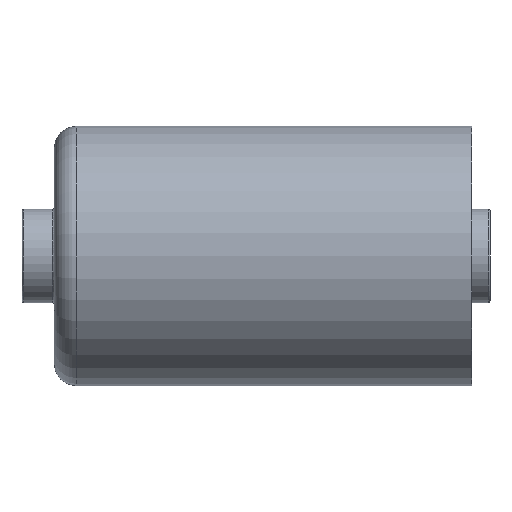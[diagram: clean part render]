
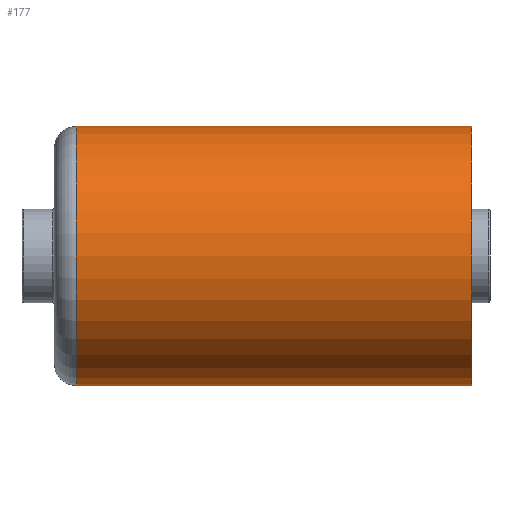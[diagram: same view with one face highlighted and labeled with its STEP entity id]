
A CAD part, front view. The second image highlights one B-rep face of the part: STEP entity #177.
In plain terms, the highlighted cylindrical face has radius 18 mm (diameter 36 mm), a partial arc.
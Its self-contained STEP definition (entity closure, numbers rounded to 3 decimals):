
#6 = CARTESIAN_POINT ( 'NONE',  ( 0., 0., -18. ) ) ;
#43 = ORIENTED_EDGE ( 'NONE', *, *, #285, .T. ) ;
#90 = CARTESIAN_POINT ( 'NONE',  ( 68.474, 0., 18. ) ) ;
#105 = VERTEX_POINT ( 'NONE', #90 ) ;
#107 = ORIENTED_EDGE ( 'NONE', *, *, #361, .T. ) ;
#173 = LINE ( 'NONE', #919, #759 ) ;
#174 = EDGE_CURVE ( 'NONE', #962, #646, #957, .T. ) ;
#176 = EDGE_LOOP ( 'NONE', ( #630, #107, #43, #689 ) ) ;
#177 = ADVANCED_FACE ( 'NONE', ( #607 ), #873, .T. ) ;
#256 = VECTOR ( 'NONE', #376, 1000. ) ;
#280 = CARTESIAN_POINT ( 'NONE',  ( 68.474, 0., 0. ) ) ;
#285 = EDGE_CURVE ( 'NONE', #105, #962, #173, .T. ) ;
#361 = EDGE_CURVE ( 'NONE', #799, #105, #625, .T. ) ;
#376 = DIRECTION ( 'NONE',  ( -1., 0., 0. ) ) ;
#404 = EDGE_CURVE ( 'NONE', #799, #646, #686, .T. ) ;
#429 = DIRECTION ( 'NONE',  ( 0., 0., 1. ) ) ;
#511 = CARTESIAN_POINT ( 'NONE',  ( 13.474, 0., 18. ) ) ;
#569 = DIRECTION ( 'NONE',  ( 1., 0., 0. ) ) ;
#592 = AXIS2_PLACEMENT_3D ( 'NONE', #280, #922, #429 ) ;
#607 = FACE_OUTER_BOUND ( 'NONE', #176, .T. ) ;
#625 = CIRCLE ( 'NONE', #592, 18. ) ;
#630 = ORIENTED_EDGE ( 'NONE', *, *, #404, .F. ) ;
#634 = DIRECTION ( 'NONE',  ( 0., 0., -1. ) ) ;
#646 = VERTEX_POINT ( 'NONE', #816 ) ;
#650 = CARTESIAN_POINT ( 'NONE',  ( 0., 0., 0. ) ) ;
#651 = AXIS2_PLACEMENT_3D ( 'NONE', #650, #905, #979 ) ;
#686 = LINE ( 'NONE', #6, #256 ) ;
#689 = ORIENTED_EDGE ( 'NONE', *, *, #174, .T. ) ;
#759 = VECTOR ( 'NONE', #997, 1000. ) ;
#799 = VERTEX_POINT ( 'NONE', #977 ) ;
#801 = AXIS2_PLACEMENT_3D ( 'NONE', #814, #569, #634 ) ;
#814 = CARTESIAN_POINT ( 'NONE',  ( 13.474, 0., 0. ) ) ;
#816 = CARTESIAN_POINT ( 'NONE',  ( 13.474, 0., -18. ) ) ;
#873 = CYLINDRICAL_SURFACE ( 'NONE', #651, 18. ) ;
#905 = DIRECTION ( 'NONE',  ( -1., 0., 0. ) ) ;
#919 = CARTESIAN_POINT ( 'NONE',  ( 0., 0., 18. ) ) ;
#922 = DIRECTION ( 'NONE',  ( -1., 0., 0. ) ) ;
#957 = CIRCLE ( 'NONE', #801, 18. ) ;
#962 = VERTEX_POINT ( 'NONE', #511 ) ;
#977 = CARTESIAN_POINT ( 'NONE',  ( 68.474, 0., -18. ) ) ;
#979 = DIRECTION ( 'NONE',  ( 0., 0., 1. ) ) ;
#997 = DIRECTION ( 'NONE',  ( -1., 0., 0. ) ) ;
